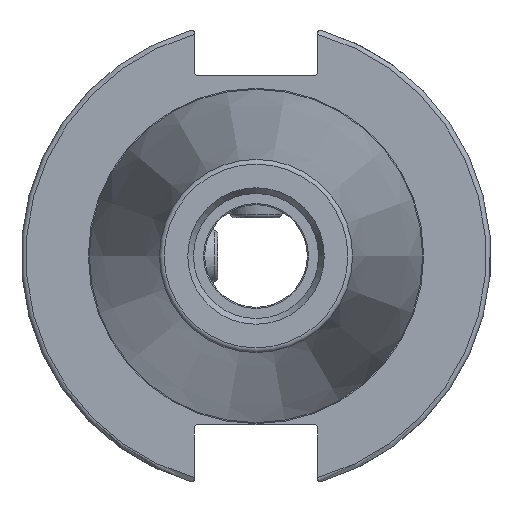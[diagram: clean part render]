
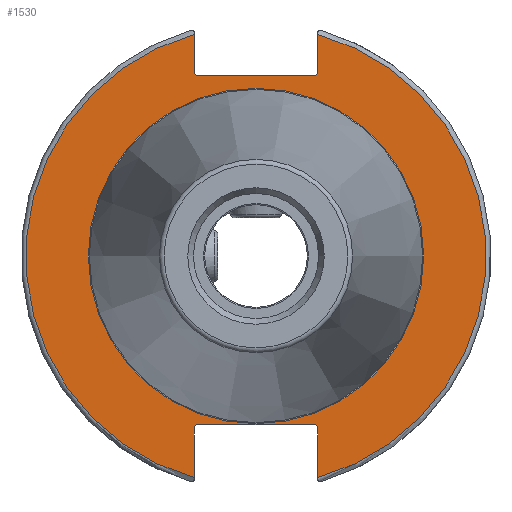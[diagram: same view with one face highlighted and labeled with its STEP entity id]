
A CAD part, left-side view. The second image highlights one B-rep face of the part: STEP entity #1530.
In plain terms, the highlighted planar face has unit normal (-1, 0, 0).
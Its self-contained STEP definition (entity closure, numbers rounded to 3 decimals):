
#69=FACE_BOUND('',#296,.T.);
#80=PLANE('',#1723);
#190=FACE_OUTER_BOUND('',#295,.T.);
#295=EDGE_LOOP('',(#1153,#1154,#1155,#1156,#1157,#1158,#1159,#1160,#1161,
#1162,#1163,#1164));
#296=EDGE_LOOP('',(#1165));
#393=LINE('',#2588,#501);
#394=LINE('',#2590,#502);
#395=LINE('',#2592,#503);
#396=LINE('',#2594,#504);
#397=LINE('',#2596,#505);
#398=LINE('',#2600,#506);
#399=LINE('',#2602,#507);
#400=LINE('',#2604,#508);
#401=LINE('',#2606,#509);
#402=LINE('',#2607,#510);
#501=VECTOR('',#1994,10.);
#502=VECTOR('',#1995,10.);
#503=VECTOR('',#1996,10.);
#504=VECTOR('',#1997,10.);
#505=VECTOR('',#1998,10.);
#506=VECTOR('',#2001,10.);
#507=VECTOR('',#2002,10.);
#508=VECTOR('',#2003,10.);
#509=VECTOR('',#2004,10.);
#510=VECTOR('',#2005,10.);
#615=CIRCLE('',#1721,35.125);
#617=CIRCLE('',#1724,48.213);
#618=CIRCLE('',#1725,48.213);
#708=VERTEX_POINT('',#2579);
#709=VERTEX_POINT('',#2584);
#710=VERTEX_POINT('',#2585);
#711=VERTEX_POINT('',#2587);
#712=VERTEX_POINT('',#2589);
#713=VERTEX_POINT('',#2591);
#714=VERTEX_POINT('',#2593);
#715=VERTEX_POINT('',#2595);
#716=VERTEX_POINT('',#2597);
#717=VERTEX_POINT('',#2599);
#718=VERTEX_POINT('',#2601);
#719=VERTEX_POINT('',#2603);
#720=VERTEX_POINT('',#2605);
#873=EDGE_CURVE('',#708,#708,#615,.T.);
#875=EDGE_CURVE('',#709,#710,#617,.T.);
#876=EDGE_CURVE('',#709,#711,#393,.T.);
#877=EDGE_CURVE('',#712,#711,#394,.T.);
#878=EDGE_CURVE('',#712,#713,#395,.T.);
#879=EDGE_CURVE('',#714,#713,#396,.T.);
#880=EDGE_CURVE('',#714,#715,#397,.T.);
#881=EDGE_CURVE('',#716,#715,#618,.T.);
#882=EDGE_CURVE('',#716,#717,#398,.T.);
#883=EDGE_CURVE('',#718,#717,#399,.T.);
#884=EDGE_CURVE('',#718,#719,#400,.T.);
#885=EDGE_CURVE('',#720,#719,#401,.T.);
#886=EDGE_CURVE('',#720,#710,#402,.T.);
#1153=ORIENTED_EDGE('',*,*,#875,.F.);
#1154=ORIENTED_EDGE('',*,*,#876,.T.);
#1155=ORIENTED_EDGE('',*,*,#877,.F.);
#1156=ORIENTED_EDGE('',*,*,#878,.T.);
#1157=ORIENTED_EDGE('',*,*,#879,.F.);
#1158=ORIENTED_EDGE('',*,*,#880,.T.);
#1159=ORIENTED_EDGE('',*,*,#881,.F.);
#1160=ORIENTED_EDGE('',*,*,#882,.T.);
#1161=ORIENTED_EDGE('',*,*,#883,.F.);
#1162=ORIENTED_EDGE('',*,*,#884,.T.);
#1163=ORIENTED_EDGE('',*,*,#885,.F.);
#1164=ORIENTED_EDGE('',*,*,#886,.T.);
#1165=ORIENTED_EDGE('',*,*,#873,.F.);
#1530=ADVANCED_FACE('',(#190,#69),#80,.T.);
#1721=AXIS2_PLACEMENT_3D('',#2581,#1986,#1987);
#1723=AXIS2_PLACEMENT_3D('',#2583,#1990,#1991);
#1724=AXIS2_PLACEMENT_3D('',#2586,#1992,#1993);
#1725=AXIS2_PLACEMENT_3D('',#2598,#1999,#2000);
#1986=DIRECTION('center_axis',(-1.,0.,0.));
#1987=DIRECTION('ref_axis',(0.,-1.,0.));
#1990=DIRECTION('center_axis',(-1.,0.,0.));
#1991=DIRECTION('ref_axis',(0.,0.,1.));
#1992=DIRECTION('center_axis',(1.,0.,0.));
#1993=DIRECTION('ref_axis',(0.,-1.,0.));
#1994=DIRECTION('',(0.,0.,-1.));
#1995=DIRECTION('',(0.,-0.707,0.707));
#1996=DIRECTION('',(0.,1.,0.));
#1997=DIRECTION('',(0.,-0.707,-0.707));
#1998=DIRECTION('',(0.,0.,1.));
#1999=DIRECTION('center_axis',(1.,0.,0.));
#2000=DIRECTION('ref_axis',(0.,1.,0.));
#2001=DIRECTION('',(0.,0.,1.));
#2002=DIRECTION('',(0.,0.707,-0.707));
#2003=DIRECTION('',(0.,-1.,0.));
#2004=DIRECTION('',(0.,0.707,0.707));
#2005=DIRECTION('',(0.,0.,-1.));
#2579=CARTESIAN_POINT('',(3.175,0.,35.125));
#2581=CARTESIAN_POINT('Origin',(3.175,0.,0.));
#2583=CARTESIAN_POINT('Origin',(3.175,49.213,0.));
#2584=CARTESIAN_POINT('',(3.175,-12.95,46.441));
#2585=CARTESIAN_POINT('',(3.175,-12.95,-46.441));
#2586=CARTESIAN_POINT('Origin',(3.175,0.,0.));
#2587=CARTESIAN_POINT('',(3.175,-12.95,38.219));
#2588=CARTESIAN_POINT('',(3.175,-12.95,18.86));
#2589=CARTESIAN_POINT('',(3.175,-12.45,37.719));
#2590=CARTESIAN_POINT('',(3.175,12.27,12.999));
#2591=CARTESIAN_POINT('',(3.175,12.45,37.719));
#2592=CARTESIAN_POINT('',(3.175,24.606,37.719));
#2593=CARTESIAN_POINT('',(3.175,12.95,38.219));
#2594=CARTESIAN_POINT('',(3.175,12.336,37.605));
#2595=CARTESIAN_POINT('',(3.175,12.95,46.441));
#2596=CARTESIAN_POINT('',(3.175,12.95,18.86));
#2597=CARTESIAN_POINT('',(3.175,12.95,-46.441));
#2598=CARTESIAN_POINT('Origin',(3.175,0.,0.));
#2599=CARTESIAN_POINT('',(3.175,12.95,-35.806));
#2600=CARTESIAN_POINT('',(3.175,12.95,-17.653));
#2601=CARTESIAN_POINT('',(3.175,12.45,-35.306));
#2602=CARTESIAN_POINT('',(3.175,12.939,-35.795));
#2603=CARTESIAN_POINT('',(3.175,-12.45,-35.306));
#2604=CARTESIAN_POINT('',(3.175,24.606,-35.306));
#2605=CARTESIAN_POINT('',(3.175,-12.95,-35.806));
#2606=CARTESIAN_POINT('',(3.175,11.667,-11.189));
#2607=CARTESIAN_POINT('',(3.175,-12.95,-17.653));
